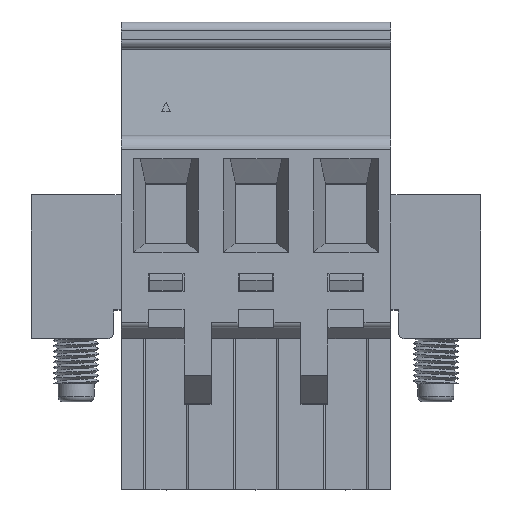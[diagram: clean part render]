
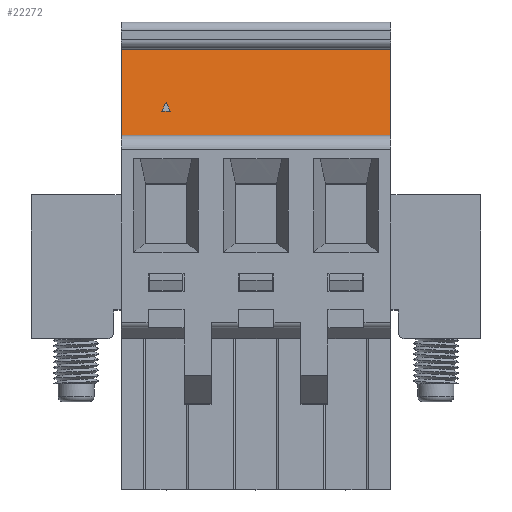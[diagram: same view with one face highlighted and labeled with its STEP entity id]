
A CAD part, top view. The second image highlights one B-rep face of the part: STEP entity #22272.
In plain terms, the highlighted planar face has unit normal (0, 0.144, 0.99).
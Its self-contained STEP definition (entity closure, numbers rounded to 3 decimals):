
#539 = EDGE_CURVE ( 'NONE', #10029, #29834, #31347, .T. ) ;
#728 = ORIENTED_EDGE ( 'NONE', *, *, #30058, .F. ) ;
#1004 = CARTESIAN_POINT ( 'NONE',  ( 2.25, 21.029, 10.806 ) ) ;
#1371 = CARTESIAN_POINT ( 'NONE',  ( 0., 24.5, 10.3 ) ) ;
#1448 = CARTESIAN_POINT ( 'NONE',  ( 15., 21.029, 10.806 ) ) ;
#1574 = DIRECTION ( 'NONE',  ( 0., 0.144, 0.99 ) ) ;
#1715 = ORIENTED_EDGE ( 'NONE', *, *, #539, .F. ) ;
#2682 = ORIENTED_EDGE ( 'NONE', *, *, #23593, .F. ) ;
#4552 = CARTESIAN_POINT ( 'NONE',  ( 2.5, 21.529, 10.733 ) ) ;
#5079 = DIRECTION ( 'NONE',  ( 0., 0.99, -0.144 ) ) ;
#6145 = CARTESIAN_POINT ( 'NONE',  ( 2.75, 21.029, 10.806 ) ) ;
#6493 = DIRECTION ( 'NONE',  ( -0.443, 0.887, -0.129 ) ) ;
#6795 = VECTOR ( 'NONE', #6493, 1000. ) ;
#7303 = ORIENTED_EDGE ( 'NONE', *, *, #21653, .F. ) ;
#7545 = DIRECTION ( 'NONE',  ( -1., 0., 0. ) ) ;
#8606 = VECTOR ( 'NONE', #31364, 1000. ) ;
#9813 = CARTESIAN_POINT ( 'NONE',  ( 15., 24.5, 10.3 ) ) ;
#9979 = VECTOR ( 'NONE', #5079, 1000. ) ;
#10029 = VERTEX_POINT ( 'NONE', #6145 ) ;
#10529 = ORIENTED_EDGE ( 'NONE', *, *, #13426, .T. ) ;
#10921 = VECTOR ( 'NONE', #7545, 1000. ) ;
#12337 = LINE ( 'NONE', #1448, #18029 ) ;
#12642 = DIRECTION ( 'NONE',  ( 0., -0.99, 0.144 ) ) ;
#13426 = EDGE_CURVE ( 'NONE', #22708, #14555, #24657, .T. ) ;
#13617 = CARTESIAN_POINT ( 'NONE',  ( 15., 24.5, 10.3 ) ) ;
#13628 = LINE ( 'NONE', #23375, #8606 ) ;
#14199 = LINE ( 'NONE', #27418, #33207 ) ;
#14319 = EDGE_CURVE ( 'NONE', #29834, #34510, #14199, .T. ) ;
#14555 = VERTEX_POINT ( 'NONE', #9813 ) ;
#16163 = VERTEX_POINT ( 'NONE', #29624 ) ;
#17161 = VECTOR ( 'NONE', #32171, 1000. ) ;
#18029 = VECTOR ( 'NONE', #26816, 1000. ) ;
#18053 = PLANE ( 'NONE',  #34704 ) ;
#19464 = CARTESIAN_POINT ( 'NONE',  ( 0., 24.5, 10.3 ) ) ;
#19900 = CARTESIAN_POINT ( 'NONE',  ( 3.765, 18.999, 11.102 ) ) ;
#20543 = ORIENTED_EDGE ( 'NONE', *, *, #14319, .F. ) ;
#21653 = EDGE_CURVE ( 'NONE', #22708, #16163, #13628, .T. ) ;
#22152 = DIRECTION ( 'NONE',  ( -0.443, -0.887, 0.129 ) ) ;
#22272 = ADVANCED_FACE ( 'NONE', ( #34559, #31849 ), #18053, .T. ) ;
#22426 = CARTESIAN_POINT ( 'NONE',  ( 15., 19.7, 11. ) ) ;
#22523 = ORIENTED_EDGE ( 'NONE', *, *, #35782, .T. ) ;
#22708 = VERTEX_POINT ( 'NONE', #22426 ) ;
#23375 = CARTESIAN_POINT ( 'NONE',  ( 15., 19.7, 11. ) ) ;
#23593 = EDGE_CURVE ( 'NONE', #16163, #31807, #28916, .T. ) ;
#24657 = LINE ( 'NONE', #13617, #9979 ) ;
#26418 = CARTESIAN_POINT ( 'NONE',  ( 15., 24.5, 10.3 ) ) ;
#26816 = DIRECTION ( 'NONE',  ( 1., 0., 0. ) ) ;
#27418 = CARTESIAN_POINT ( 'NONE',  ( 6.152, 28.832, 9.668 ) ) ;
#28916 = LINE ( 'NONE', #1371, #17161 ) ;
#29624 = CARTESIAN_POINT ( 'NONE',  ( 0., 19.7, 11. ) ) ;
#29665 = LINE ( 'NONE', #34937, #10921 ) ;
#29781 = EDGE_LOOP ( 'NONE', ( #7303, #10529, #22523, #2682 ) ) ;
#29834 = VERTEX_POINT ( 'NONE', #4552 ) ;
#30058 = EDGE_CURVE ( 'NONE', #34510, #10029, #12337, .T. ) ;
#31347 = LINE ( 'NONE', #19900, #6795 ) ;
#31364 = DIRECTION ( 'NONE',  ( -1., 0., 0. ) ) ;
#31807 = VERTEX_POINT ( 'NONE', #19464 ) ;
#31849 = FACE_OUTER_BOUND ( 'NONE', #29781, .T. ) ;
#32171 = DIRECTION ( 'NONE',  ( 0., 0.99, -0.144 ) ) ;
#33207 = VECTOR ( 'NONE', #22152, 1000. ) ;
#34510 = VERTEX_POINT ( 'NONE', #1004 ) ;
#34559 = FACE_BOUND ( 'NONE', #34625, .T. ) ;
#34625 = EDGE_LOOP ( 'NONE', ( #1715, #728, #20543 ) ) ;
#34704 = AXIS2_PLACEMENT_3D ( 'NONE', #26418, #1574, #12642 ) ;
#34937 = CARTESIAN_POINT ( 'NONE',  ( 15., 24.5, 10.3 ) ) ;
#35782 = EDGE_CURVE ( 'NONE', #14555, #31807, #29665, .T. ) ;
